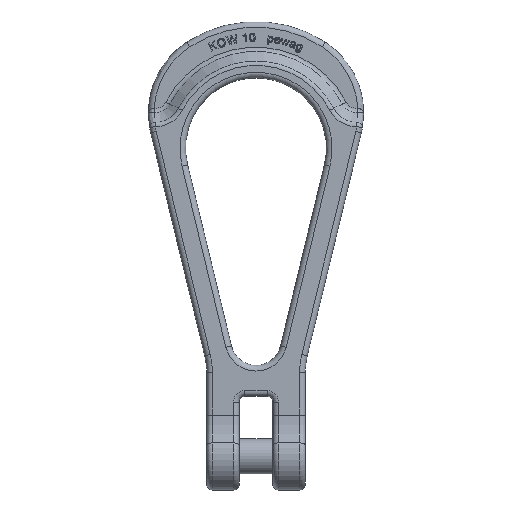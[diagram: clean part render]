
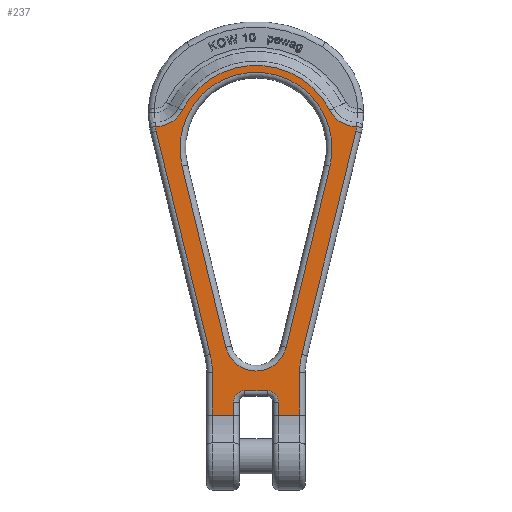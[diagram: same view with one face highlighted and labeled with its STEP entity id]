
A CAD part, top view. The second image highlights one B-rep face of the part: STEP entity #237.
In plain terms, the highlighted planar face has unit normal (0, 0, 1).
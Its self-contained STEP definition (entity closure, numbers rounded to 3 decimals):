
#237=ADVANCED_FACE('',(#605,#1062),#514,.F.);
#514=PLANE('',#4877);
#605=FACE_OUTER_BOUND('',#1095,.T.);
#895=CIRCLE('',#4866,28.);
#896=CIRCLE('',#4867,10.548);
#897=CIRCLE('',#4868,29.452);
#898=CIRCLE('',#4869,10.548);
#899=CIRCLE('',#4870,28.);
#900=CIRCLE('',#4871,27.);
#901=CIRCLE('',#4872,4.);
#902=CIRCLE('',#4873,4.);
#903=CIRCLE('',#4874,27.);
#904=CIRCLE('',#4875,27.);
#905=CIRCLE('',#4876,11.);
#1062=FACE_BOUND('',#1096,.T.);
#1095=EDGE_LOOP('',(#2142,#2143,#2144,#2145,#2146,#2147,#2148,#2149,#2150,
#2151,#2152,#2153,#2154,#2155,#2156,#2157,#2158,#2159));
#1096=EDGE_LOOP('',(#2160,#2161,#2162,#2163));
#1448=LINE('',#6836,#1714);
#1449=LINE('',#6840,#1715);
#1450=LINE('',#6842,#1716);
#1451=LINE('',#6844,#1717);
#1452=LINE('',#6848,#1718);
#1453=LINE('',#6852,#1719);
#1454=LINE('',#6854,#1720);
#1455=LINE('',#6856,#1721);
#1456=LINE('',#6860,#1722);
#1457=LINE('',#6861,#1723);
#1458=LINE('',#6866,#1724);
#1714=VECTOR('',#5327,1.);
#1715=VECTOR('',#5330,1.);
#1716=VECTOR('',#5331,1.);
#1717=VECTOR('',#5332,1.);
#1718=VECTOR('',#5335,1.);
#1719=VECTOR('',#5338,1.);
#1720=VECTOR('',#5339,1.);
#1721=VECTOR('',#5340,1.);
#1722=VECTOR('',#5343,1.);
#1723=VECTOR('',#5344,1.);
#1724=VECTOR('',#5347,1.);
#2142=ORIENTED_EDGE('',*,*,#3960,.T.);
#2143=ORIENTED_EDGE('',*,*,#3961,.T.);
#2144=ORIENTED_EDGE('',*,*,#3962,.T.);
#2145=ORIENTED_EDGE('',*,*,#3963,.T.);
#2146=ORIENTED_EDGE('',*,*,#3964,.T.);
#2147=ORIENTED_EDGE('',*,*,#3965,.T.);
#2148=ORIENTED_EDGE('',*,*,#3966,.T.);
#2149=ORIENTED_EDGE('',*,*,#3967,.T.);
#2150=ORIENTED_EDGE('',*,*,#3968,.T.);
#2151=ORIENTED_EDGE('',*,*,#3969,.T.);
#2152=ORIENTED_EDGE('',*,*,#3970,.F.);
#2153=ORIENTED_EDGE('',*,*,#3971,.T.);
#2154=ORIENTED_EDGE('',*,*,#3972,.F.);
#2155=ORIENTED_EDGE('',*,*,#3973,.T.);
#2156=ORIENTED_EDGE('',*,*,#3974,.T.);
#2157=ORIENTED_EDGE('',*,*,#3975,.T.);
#2158=ORIENTED_EDGE('',*,*,#3976,.T.);
#2159=ORIENTED_EDGE('',*,*,#3977,.T.);
#2160=ORIENTED_EDGE('',*,*,#3978,.T.);
#2161=ORIENTED_EDGE('',*,*,#3979,.T.);
#2162=ORIENTED_EDGE('',*,*,#3980,.T.);
#2163=ORIENTED_EDGE('',*,*,#3981,.T.);
#3524=VERTEX_POINT('',#6826);
#3525=VERTEX_POINT('',#6827);
#3526=VERTEX_POINT('',#6829);
#3527=VERTEX_POINT('',#6831);
#3528=VERTEX_POINT('',#6833);
#3529=VERTEX_POINT('',#6835);
#3530=VERTEX_POINT('',#6837);
#3531=VERTEX_POINT('',#6839);
#3532=VERTEX_POINT('',#6841);
#3533=VERTEX_POINT('',#6843);
#3534=VERTEX_POINT('',#6845);
#3535=VERTEX_POINT('',#6847);
#3536=VERTEX_POINT('',#6849);
#3537=VERTEX_POINT('',#6851);
#3538=VERTEX_POINT('',#6853);
#3539=VERTEX_POINT('',#6855);
#3540=VERTEX_POINT('',#6857);
#3541=VERTEX_POINT('',#6859);
#3542=VERTEX_POINT('',#6862);
#3543=VERTEX_POINT('',#6863);
#3544=VERTEX_POINT('',#6865);
#3545=VERTEX_POINT('',#6867);
#3960=EDGE_CURVE('',#3524,#3525,#895,.T.);
#3961=EDGE_CURVE('',#3525,#3526,#896,.T.);
#3962=EDGE_CURVE('',#3526,#3527,#897,.T.);
#3963=EDGE_CURVE('',#3527,#3528,#898,.T.);
#3964=EDGE_CURVE('',#3528,#3529,#899,.T.);
#3965=EDGE_CURVE('',#3529,#3530,#1448,.T.);
#3966=EDGE_CURVE('',#3530,#3531,#900,.T.);
#3967=EDGE_CURVE('',#3531,#3532,#1449,.T.);
#3968=EDGE_CURVE('',#3532,#3533,#1450,.T.);
#3969=EDGE_CURVE('',#3533,#3534,#1451,.T.);
#3970=EDGE_CURVE('',#3535,#3534,#901,.T.);
#3971=EDGE_CURVE('',#3535,#3536,#1452,.T.);
#3972=EDGE_CURVE('',#3537,#3536,#902,.T.);
#3973=EDGE_CURVE('',#3537,#3538,#1453,.T.);
#3974=EDGE_CURVE('',#3538,#3539,#1454,.T.);
#3975=EDGE_CURVE('',#3539,#3540,#1455,.T.);
#3976=EDGE_CURVE('',#3540,#3541,#903,.T.);
#3977=EDGE_CURVE('',#3541,#3524,#1456,.T.);
#3978=EDGE_CURVE('',#3542,#3543,#1457,.T.);
#3979=EDGE_CURVE('',#3543,#3544,#904,.T.);
#3980=EDGE_CURVE('',#3544,#3545,#1458,.T.);
#3981=EDGE_CURVE('',#3545,#3542,#905,.T.);
#4866=AXIS2_PLACEMENT_3D('',#6825,#5317,#5318);
#4867=AXIS2_PLACEMENT_3D('',#6828,#5319,#5320);
#4868=AXIS2_PLACEMENT_3D('',#6830,#5321,#5322);
#4869=AXIS2_PLACEMENT_3D('',#6832,#5323,#5324);
#4870=AXIS2_PLACEMENT_3D('',#6834,#5325,#5326);
#4871=AXIS2_PLACEMENT_3D('',#6838,#5328,#5329);
#4872=AXIS2_PLACEMENT_3D('',#6846,#5333,#5334);
#4873=AXIS2_PLACEMENT_3D('',#6850,#5336,#5337);
#4874=AXIS2_PLACEMENT_3D('',#6858,#5341,#5342);
#4875=AXIS2_PLACEMENT_3D('',#6864,#5345,#5346);
#4876=AXIS2_PLACEMENT_3D('',#6868,#5348,#5349);
#4877=AXIS2_PLACEMENT_3D('',#6869,#5350,#5351);
#5317=DIRECTION('',(0.,0.,1.));
#5318=DIRECTION('',(-1.,0.,0.));
#5319=DIRECTION('',(0.,0.,-1.));
#5320=DIRECTION('',(-1.,0.,0.));
#5321=DIRECTION('',(0.,0.,1.));
#5322=DIRECTION('',(-1.,0.,0.));
#5323=DIRECTION('',(0.,0.,-1.));
#5324=DIRECTION('',(-1.,0.,0.));
#5325=DIRECTION('',(0.,0.,1.));
#5326=DIRECTION('',(-1.,0.,0.));
#5327=DIRECTION('',(0.235,-0.972,0.));
#5328=DIRECTION('',(0.,0.,-1.));
#5329=DIRECTION('',(-1.,0.,0.));
#5330=DIRECTION('',(0.,-1.,0.));
#5331=DIRECTION('',(1.,0.,0.));
#5332=DIRECTION('',(0.,1.,0.));
#5333=DIRECTION('',(0.,0.,1.));
#5334=DIRECTION('',(-1.,0.,0.));
#5335=DIRECTION('',(1.,0.,0.));
#5336=DIRECTION('',(0.,0.,1.));
#5337=DIRECTION('',(-1.,0.,0.));
#5338=DIRECTION('',(0.,-1.,0.));
#5339=DIRECTION('',(1.,0.,0.));
#5340=DIRECTION('',(0.,1.,0.));
#5341=DIRECTION('',(0.,0.,-1.));
#5342=DIRECTION('',(-1.,0.,0.));
#5343=DIRECTION('',(0.235,0.972,0.));
#5344=DIRECTION('',(-0.235,0.972,0.));
#5345=DIRECTION('',(0.,0.,-1.));
#5346=DIRECTION('',(-1.,0.,0.));
#5347=DIRECTION('',(-0.235,-0.972,0.));
#5348=DIRECTION('',(0.,0.,-1.));
#5349=DIRECTION('',(-1.,0.,0.));
#5350=DIRECTION('',(0.,0.,-1.));
#5351=DIRECTION('',(-1.,0.,0.));
#6825=CARTESIAN_POINT('',(8.187,89.569,9.));
#6826=CARTESIAN_POINT('',(35.401,82.98,9.));
#6827=CARTESIAN_POINT('',(35.765,84.726,9.));
#6828=CARTESIAN_POINT('',(35.583,95.272,9.));
#6829=CARTESIAN_POINT('',(26.2,90.454,9.));
#6830=CARTESIAN_POINT('',(0.,77.,9.));
#6831=CARTESIAN_POINT('',(-26.2,90.454,9.));
#6832=CARTESIAN_POINT('',(-35.583,95.272,9.));
#6833=CARTESIAN_POINT('',(-35.765,84.726,9.));
#6834=CARTESIAN_POINT('',(-8.187,89.569,9.));
#6835=CARTESIAN_POINT('',(-35.401,82.98,9.));
#6836=CARTESIAN_POINT('',(-16.258,3.907,9.));
#6837=CARTESIAN_POINT('',(-16.258,3.907,9.));
#6838=CARTESIAN_POINT('',(-42.5,-2.446,9.));
#6839=CARTESIAN_POINT('',(-15.5,-2.446,9.));
#6840=CARTESIAN_POINT('',(-15.5,-17.655,9.));
#6841=CARTESIAN_POINT('',(-15.5,-17.655,9.));
#6842=CARTESIAN_POINT('',(-6.,-17.655,9.));
#6843=CARTESIAN_POINT('',(-8.,-17.655,9.));
#6844=CARTESIAN_POINT('',(-8.,-11.,9.));
#6845=CARTESIAN_POINT('',(-8.,-13.,9.));
#6846=CARTESIAN_POINT('',(-4.,-13.,9.));
#6847=CARTESIAN_POINT('',(-4.,-9.,9.));
#6848=CARTESIAN_POINT('',(6.,-9.,9.));
#6849=CARTESIAN_POINT('',(4.,-9.,9.));
#6850=CARTESIAN_POINT('',(4.,-13.,9.));
#6851=CARTESIAN_POINT('',(8.,-13.,9.));
#6852=CARTESIAN_POINT('',(8.,-17.655,9.));
#6853=CARTESIAN_POINT('',(8.,-17.655,9.));
#6854=CARTESIAN_POINT('',(17.5,-17.655,9.));
#6855=CARTESIAN_POINT('',(15.5,-17.655,9.));
#6856=CARTESIAN_POINT('',(15.5,-2.446,9.));
#6857=CARTESIAN_POINT('',(15.5,-2.446,9.));
#6858=CARTESIAN_POINT('',(42.5,-2.446,9.));
#6859=CARTESIAN_POINT('',(16.258,3.907,9.));
#6860=CARTESIAN_POINT('',(35.401,82.98,9.));
#6861=CARTESIAN_POINT('',(-29.57,84.392,9.));
#6862=CARTESIAN_POINT('',(-10.691,6.412,9.));
#6863=CARTESIAN_POINT('',(-26.242,70.647,9.));
#6864=CARTESIAN_POINT('',(0.,77.,9.));
#6865=CARTESIAN_POINT('',(26.242,70.647,9.));
#6866=CARTESIAN_POINT('',(28.663,80.648,9.));
#6867=CARTESIAN_POINT('',(10.691,6.412,9.));
#6868=CARTESIAN_POINT('',(0.,9.,9.));
#6869=CARTESIAN_POINT('',(-8.187,89.569,9.));
